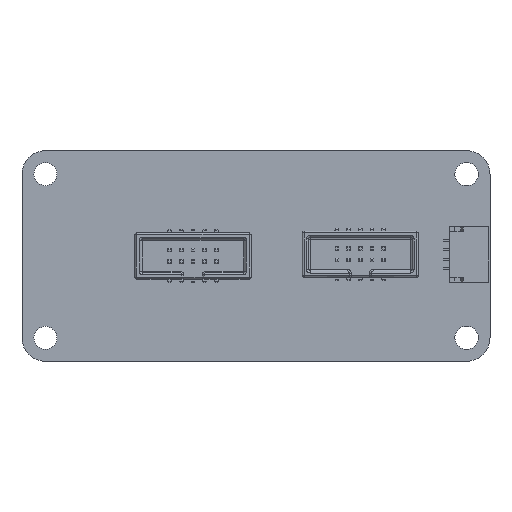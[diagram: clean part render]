
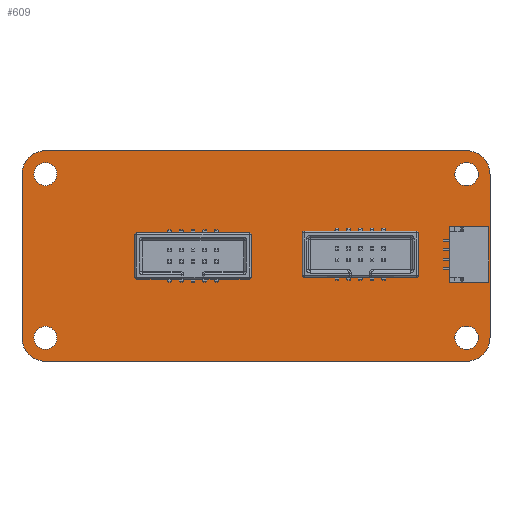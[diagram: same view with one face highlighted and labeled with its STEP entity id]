
A CAD part, top view. The second image highlights one B-rep face of the part: STEP entity #609.
In plain terms, the highlighted planar face has unit normal (0, 0, 1).
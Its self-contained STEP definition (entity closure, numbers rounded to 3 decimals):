
#56 = VERTEX_POINT('',#57);
#57 = CARTESIAN_POINT('',(2.54,0.,1.6));
#63 = EDGE_CURVE('',#56,#64,#66,.T.);
#64 = VERTEX_POINT('',#65);
#65 = CARTESIAN_POINT('',(0.,2.54,1.6));
#66 = CIRCLE('',#67,2.54);
#67 = AXIS2_PLACEMENT_3D('',#68,#69,#70);
#68 = CARTESIAN_POINT('',(2.54,2.54,1.6));
#69 = DIRECTION('',(0.,0.,-1.));
#70 = DIRECTION('',(0.,-1.,0.));
#96 = EDGE_CURVE('',#64,#97,#99,.T.);
#97 = VERTEX_POINT('',#98);
#98 = CARTESIAN_POINT('',(0.,20.32,1.6
    ));
#99 = LINE('',#100,#101);
#100 = CARTESIAN_POINT('',(0.,2.54,1.6));
#101 = VECTOR('',#102,1.);
#102 = DIRECTION('',(0.,1.,0.));
#127 = EDGE_CURVE('',#97,#128,#130,.T.);
#128 = VERTEX_POINT('',#129);
#129 = CARTESIAN_POINT('',(2.54,22.86,1.6));
#130 = CIRCLE('',#131,2.54);
#131 = AXIS2_PLACEMENT_3D('',#132,#133,#134);
#132 = CARTESIAN_POINT('',(2.54,20.32,1.6));
#133 = DIRECTION('',(0.,0.,-1.));
#134 = DIRECTION('',(-1.,0.,0.));
#160 = EDGE_CURVE('',#128,#161,#163,.T.);
#161 = VERTEX_POINT('',#162);
#162 = CARTESIAN_POINT('',(48.26,22.86,1.6));
#163 = LINE('',#164,#165);
#164 = CARTESIAN_POINT('',(2.54,22.86,1.6));
#165 = VECTOR('',#166,1.);
#166 = DIRECTION('',(1.,0.,0.));
#191 = EDGE_CURVE('',#161,#192,#194,.T.);
#192 = VERTEX_POINT('',#193);
#193 = CARTESIAN_POINT('',(50.8,20.32,1.6));
#194 = CIRCLE('',#195,2.54);
#195 = AXIS2_PLACEMENT_3D('',#196,#197,#198);
#196 = CARTESIAN_POINT('',(48.26,20.32,1.6));
#197 = DIRECTION('',(0.,0.,-1.));
#198 = DIRECTION('',(0.,1.,0.));
#224 = EDGE_CURVE('',#192,#225,#227,.T.);
#225 = VERTEX_POINT('',#226);
#226 = CARTESIAN_POINT('',(50.8,2.54,1.6));
#227 = LINE('',#228,#229);
#228 = CARTESIAN_POINT('',(50.8,20.32,1.6));
#229 = VECTOR('',#230,1.);
#230 = DIRECTION('',(0.,-1.,0.));
#255 = EDGE_CURVE('',#225,#256,#258,.T.);
#256 = VERTEX_POINT('',#257);
#257 = CARTESIAN_POINT('',(48.26,0.,
    1.6));
#258 = CIRCLE('',#259,2.54);
#259 = AXIS2_PLACEMENT_3D('',#260,#261,#262);
#260 = CARTESIAN_POINT('',(48.26,2.54,1.6));
#261 = DIRECTION('',(0.,0.,-1.));
#262 = DIRECTION('',(1.,0.,0.));
#288 = EDGE_CURVE('',#256,#56,#289,.T.);
#289 = LINE('',#290,#291);
#290 = CARTESIAN_POINT('',(48.26,0.,1.6));
#291 = VECTOR('',#292,1.);
#292 = DIRECTION('',(-1.,0.,0.));
#312 = VERTEX_POINT('',#313);
#313 = CARTESIAN_POINT('',(3.79,2.54,1.6));
#319 = EDGE_CURVE('',#312,#312,#320,.T.);
#320 = CIRCLE('',#321,1.25);
#321 = AXIS2_PLACEMENT_3D('',#322,#323,#324);
#322 = CARTESIAN_POINT('',(2.54,2.54,1.6));
#323 = DIRECTION('',(0.,0.,1.));
#324 = DIRECTION('',(1.,0.,0.));
#345 = VERTEX_POINT('',#346);
#346 = CARTESIAN_POINT('',(17.153,11.55,1.6));
#352 = EDGE_CURVE('',#345,#345,#353,.T.);
#353 = CIRCLE('',#354,0.5);
#354 = AXIS2_PLACEMENT_3D('',#355,#356,#357);
#355 = CARTESIAN_POINT('',(16.653,11.55,1.6));
#356 = DIRECTION('',(0.,0.,1.));
#357 = DIRECTION('',(1.,0.,0.));
#378 = VERTEX_POINT('',#379);
#379 = CARTESIAN_POINT('',(3.79,20.32,1.6));
#385 = EDGE_CURVE('',#378,#378,#386,.T.);
#386 = CIRCLE('',#387,1.25);
#387 = AXIS2_PLACEMENT_3D('',#388,#389,#390);
#388 = CARTESIAN_POINT('',(2.54,20.32,1.6));
#389 = DIRECTION('',(0.,0.,1.));
#390 = DIRECTION('',(1.,0.,0.));
#411 = VERTEX_POINT('',#412);
#412 = CARTESIAN_POINT('',(20.963,11.55,1.6));
#418 = EDGE_CURVE('',#411,#411,#419,.T.);
#419 = CIRCLE('',#420,0.5);
#420 = AXIS2_PLACEMENT_3D('',#421,#422,#423);
#421 = CARTESIAN_POINT('',(20.463,11.55,1.6));
#422 = DIRECTION('',(0.,0.,1.));
#423 = DIRECTION('',(1.,0.,0.));
#444 = VERTEX_POINT('',#445);
#445 = CARTESIAN_POINT('',(39.124,11.55,1.6));
#451 = EDGE_CURVE('',#444,#444,#452,.T.);
#452 = CIRCLE('',#453,0.5);
#453 = AXIS2_PLACEMENT_3D('',#454,#455,#456);
#454 = CARTESIAN_POINT('',(38.624,11.55,1.6));
#455 = DIRECTION('',(0.,0.,1.));
#456 = DIRECTION('',(1.,0.,0.));
#477 = VERTEX_POINT('',#478);
#478 = CARTESIAN_POINT('',(49.53,2.54,1.6));
#484 = EDGE_CURVE('',#477,#477,#485,.T.);
#485 = CIRCLE('',#486,1.27);
#486 = AXIS2_PLACEMENT_3D('',#487,#488,#489);
#487 = CARTESIAN_POINT('',(48.26,2.54,1.6));
#488 = DIRECTION('',(0.,0.,1.));
#489 = DIRECTION('',(1.,0.,0.));
#510 = VERTEX_POINT('',#511);
#511 = CARTESIAN_POINT('',(35.314,11.55,1.6));
#517 = EDGE_CURVE('',#510,#510,#518,.T.);
#518 = CIRCLE('',#519,0.5);
#519 = AXIS2_PLACEMENT_3D('',#520,#521,#522);
#520 = CARTESIAN_POINT('',(34.814,11.55,1.6));
#521 = DIRECTION('',(0.,0.,1.));
#522 = DIRECTION('',(1.,0.,0.));
#543 = VERTEX_POINT('',#544);
#544 = CARTESIAN_POINT('',(49.53,20.32,1.6));
#550 = EDGE_CURVE('',#543,#543,#551,.T.);
#551 = CIRCLE('',#552,1.27);
#552 = AXIS2_PLACEMENT_3D('',#553,#554,#555);
#553 = CARTESIAN_POINT('',(48.26,20.32,1.6));
#554 = DIRECTION('',(0.,0.,1.));
#555 = DIRECTION('',(1.,0.,0.));
#609 = ADVANCED_FACE('',(#610,#620,#623,#626,#629,#632,#635,#638,#641),
  #644,.T.);
#610 = FACE_BOUND('',#611,.F.);
#611 = EDGE_LOOP('',(#612,#613,#614,#615,#616,#617,#618,#619));
#612 = ORIENTED_EDGE('',*,*,#63,.T.);
#613 = ORIENTED_EDGE('',*,*,#96,.T.);
#614 = ORIENTED_EDGE('',*,*,#127,.T.);
#615 = ORIENTED_EDGE('',*,*,#160,.T.);
#616 = ORIENTED_EDGE('',*,*,#191,.T.);
#617 = ORIENTED_EDGE('',*,*,#224,.T.);
#618 = ORIENTED_EDGE('',*,*,#255,.T.);
#619 = ORIENTED_EDGE('',*,*,#288,.T.);
#620 = FACE_BOUND('',#621,.T.);
#621 = EDGE_LOOP('',(#622));
#622 = ORIENTED_EDGE('',*,*,#319,.F.);
#623 = FACE_BOUND('',#624,.T.);
#624 = EDGE_LOOP('',(#625));
#625 = ORIENTED_EDGE('',*,*,#352,.F.);
#626 = FACE_BOUND('',#627,.T.);
#627 = EDGE_LOOP('',(#628));
#628 = ORIENTED_EDGE('',*,*,#385,.F.);
#629 = FACE_BOUND('',#630,.T.);
#630 = EDGE_LOOP('',(#631));
#631 = ORIENTED_EDGE('',*,*,#418,.F.);
#632 = FACE_BOUND('',#633,.T.);
#633 = EDGE_LOOP('',(#634));
#634 = ORIENTED_EDGE('',*,*,#451,.F.);
#635 = FACE_BOUND('',#636,.T.);
#636 = EDGE_LOOP('',(#637));
#637 = ORIENTED_EDGE('',*,*,#484,.F.);
#638 = FACE_BOUND('',#639,.T.);
#639 = EDGE_LOOP('',(#640));
#640 = ORIENTED_EDGE('',*,*,#517,.F.);
#641 = FACE_BOUND('',#642,.T.);
#642 = EDGE_LOOP('',(#643));
#643 = ORIENTED_EDGE('',*,*,#550,.F.);
#644 = PLANE('',#645);
#645 = AXIS2_PLACEMENT_3D('',#646,#647,#648);
#646 = CARTESIAN_POINT('',(2.54,0.,1.6));
#647 = DIRECTION('',(0.,0.,1.));
#648 = DIRECTION('',(1.,0.,0.));
